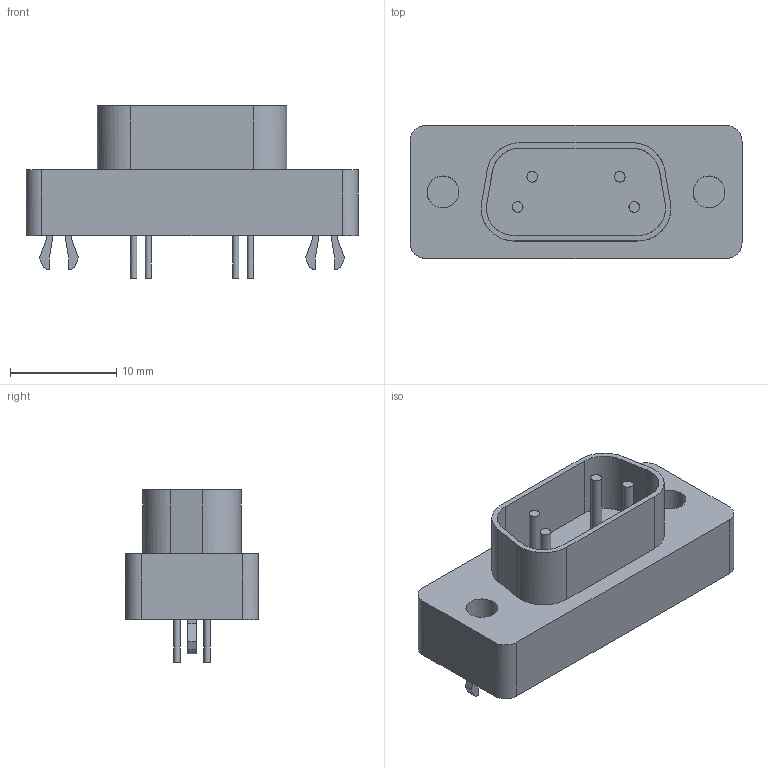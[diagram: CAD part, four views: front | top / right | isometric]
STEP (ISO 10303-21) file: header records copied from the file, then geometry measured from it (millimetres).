
FILE_DESCRIPTION((''),'2;1');
FILE_NAME( '0965_Dsub-S_male_straight_9-pins_board_lock.stp', '2005-08-12T17:33:37',('User'),('SDRC'),'I-DEAS Master Series 9','UNIX', 'Yes');
FILE_SCHEMA(('AUTOMOTIVE_DESIGN { 1 0 10303 214 1 1 1 1 }'));
Length unit declared in the file: millimetre
Products named in the file (1): 09 65 161 x71x
Bounding box: 31.2 x 12.5 x 16.2 mm (x, y, z)
Volume: 2509.7 mm3; surface area: 2089.4 mm2
Topology: 1 solids, 1 shells, 80 faces, 186 edges, 124 vertices
Faces by surface type: bspline 80
Entity records: 2447 total; most frequent: CARTESIAN_POINT 1097, ORIENTED_EDGE 372, EDGE_CURVE 186, OVER_RIDING_STYLED_ITEM 150, VERTEX_POINT 124, EDGE_LOOP 96, FACE_OUTER_BOUND 80, ADVANCED_FACE 80
